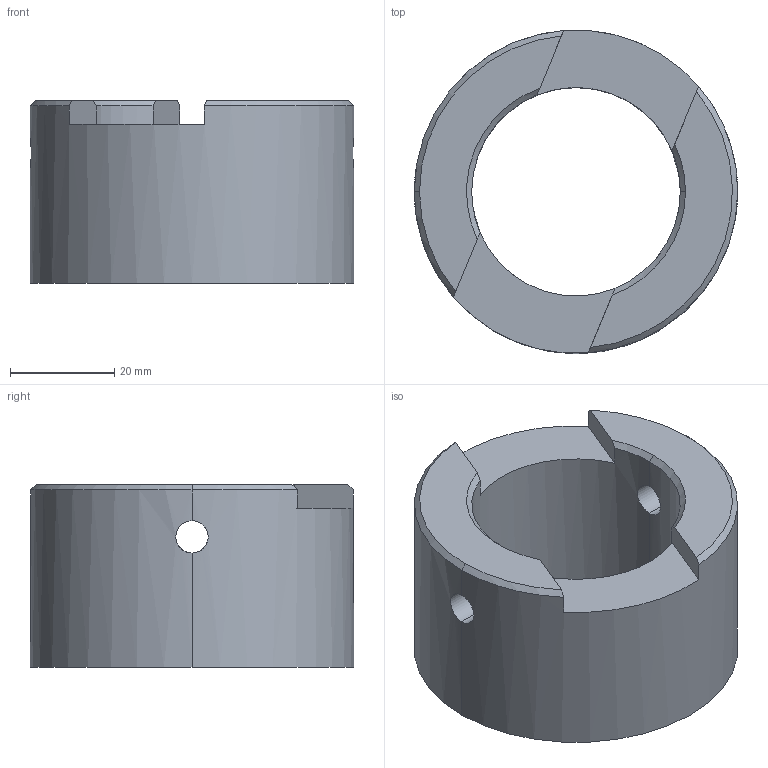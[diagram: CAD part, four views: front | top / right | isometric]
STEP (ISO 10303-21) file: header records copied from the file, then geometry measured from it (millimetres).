
FILE_DESCRIPTION (( 'STEP AP203' ), '1' );
FILE_NAME ('Bague bronze.STEP', '2023-03-30T14:10:24', ( 'aetman' ), ( '' ), 'SwSTEP 2.0', 'SolidWorks 2017', '' );
FILE_SCHEMA (( 'CONFIG_CONTROL_DESIGN' ));
Length unit declared in the file: millimetre
Products named in the file (1): Bague bronze
Bounding box: 62 x 62 x 35 mm (x, y, z)
Volume: 57972.6 mm3; surface area: 14627.5 mm2
Topology: 1 solids, 1 shells, 23 faces, 68 edges, 42 vertices
Faces by surface type: plane 9, cylinder 8, cone 6
Entity records: 1105 total; most frequent: CARTESIAN_POINT 418, ORIENTED_EDGE 136, DIRECTION 122, EDGE_CURVE 68, AXIS2_PLACEMENT_3D 46, VERTEX_POINT 42, LINE 30, VECTOR 30
